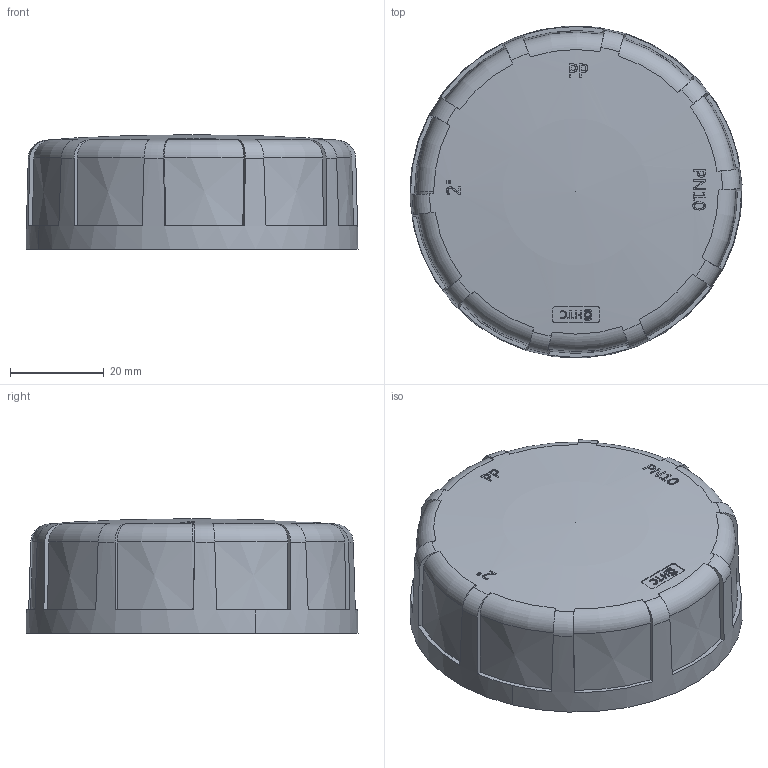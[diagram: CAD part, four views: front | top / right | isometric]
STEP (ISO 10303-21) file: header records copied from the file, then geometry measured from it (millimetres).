
FILE_DESCRIPTION (( 'STEP AP214' ), '1' );
FILE_NAME ('蚾饜极 2.STEP', '2025-07-08T05:39:17', ( '' ), ( '' ), 'SwSTEP 2.0', 'SolidWorks 2023', '' );
FILE_SCHEMA (( 'AUTOMOTIVE_DESIGN' ));
Length unit declared in the file: millimetre
Products named in the file (3): PF0816-1; 装配体 2; 2023-092
Assembly tree (2 placements, depth 2):
  装配体 2
    PF0816-1
    2023-092
Bounding box: 70.93 x 70.93 x 24.5 mm (x, y, z)
Volume: 40741.6 mm3; surface area: 21682 mm2
Topology: 2 solids, 2 shells, 272 faces, 722 edges, 471 vertices
Faces by surface type: plane 123, cylinder 49, torus 29, bspline 29, sphere 27, cone 15
Entity records: 11927 total; most frequent: CARTESIAN_POINT 5349, ORIENTED_EDGE 1426, DIRECTION 1317, EDGE_CURVE 713, AXIS2_PLACEMENT_3D 560, VERTEX_POINT 469, CIRCLE 312, EDGE_LOOP 298
